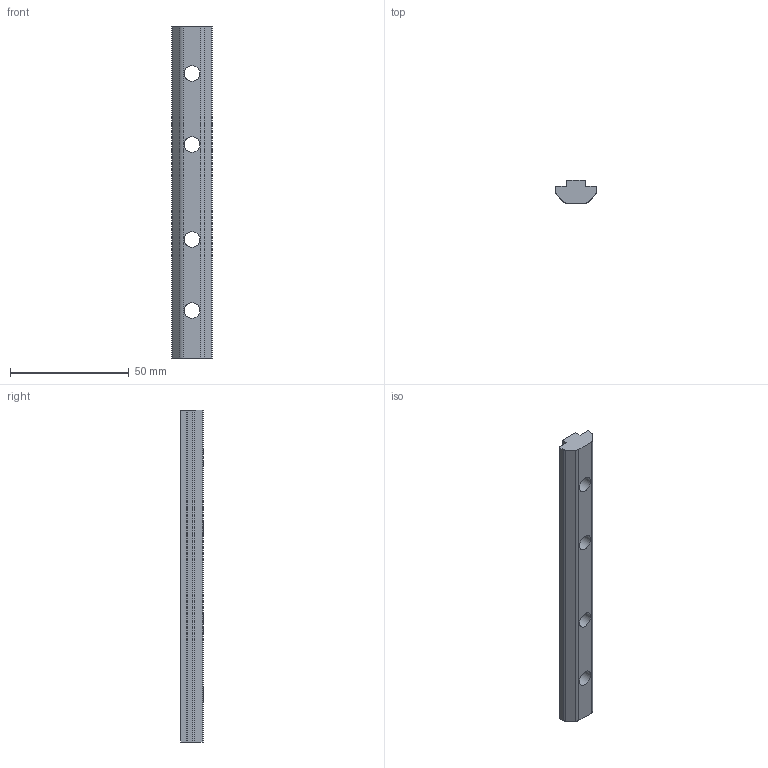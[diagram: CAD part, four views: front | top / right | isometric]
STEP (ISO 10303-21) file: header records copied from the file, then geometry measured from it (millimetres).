
FILE_DESCRIPTION(/* description */ ('GIUNZ. LINEARE PROF. SERIE 40 L=140MM'),/* implementation_level */ '2;1');
FILE_NAME(/* name */ 'CGIPR0000076.stp',/* time_stamp */ '2018-05-02T15:49:48+02:00',/* author */ ('fzagni'),/* organization */ (''),/* preprocessor_version */ 'ST-DEVELOPER v16.1',/* originating_system */ 'Autodesk Inventor 2016',/* authorisation */ '');
FILE_SCHEMA (('AUTOMOTIVE_DESIGN { 1 0 10303 214 3 1 1 }'));
Length unit declared in the file: millimetre
Products named in the file (1): CGIPR0000076 (14.314.00)
Bounding box: 17.01 x 9.61 x 140 mm (x, y, z)
Volume: 15978.8 mm3; surface area: 7518.5 mm2
Topology: 1 solids, 1 shells, 33 faces, 105 edges, 70 vertices
Faces by surface type: plane 23, cylinder 10
Full cylindrical faces by diameter (mm): 6.647 x4
Entity records: 1163 total; most frequent: DIRECTION 205, CARTESIAN_POINT 197, ORIENTED_EDGE 194, EDGE_CURVE 97, AXIS2_PLACEMENT_3D 74, VERTEX_POINT 66, LINE 57, VECTOR 57
